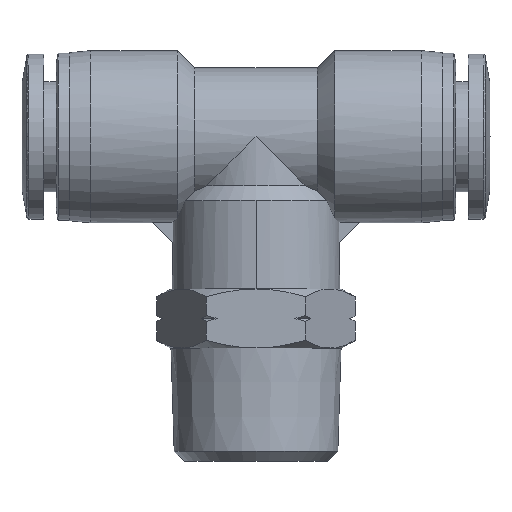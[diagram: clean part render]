
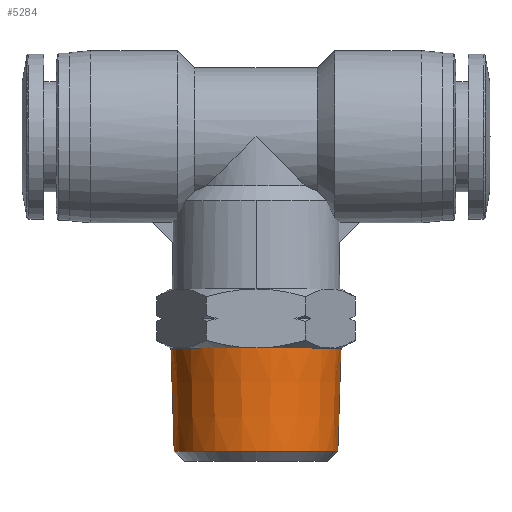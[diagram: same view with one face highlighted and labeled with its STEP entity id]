
A CAD part, top view. The second image highlights one B-rep face of the part: STEP entity #5284.
In plain terms, the highlighted conical face has half-angle 1.79 degrees and reference radius 8.65 mm.
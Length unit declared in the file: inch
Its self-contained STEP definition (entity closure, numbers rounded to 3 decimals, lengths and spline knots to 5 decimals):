
#51 = ORIENTED_EDGE ( 'NONE', *, *, #3010, .F. ) ;
#70 = CARTESIAN_POINT ( 'NONE',  ( -0.34055, -0.23622, 0. ) ) ;
#94 = AXIS2_PLACEMENT_3D ( 'NONE', #1713, #4912, #2155 ) ;
#343 = ORIENTED_EDGE ( 'NONE', *, *, #5733, .T. ) ;
#581 = CARTESIAN_POINT ( 'NONE',  ( 0.34055, -0.23622, 0. ) ) ;
#633 = CARTESIAN_POINT ( 'NONE',  ( 0.34055, -0.23622, 0. ) ) ;
#641 = CARTESIAN_POINT ( 'NONE',  ( 0., -0.23622, 0. ) ) ;
#774 = LINE ( 'NONE', #633, #1934 ) ;
#826 = VECTOR ( 'NONE', #5109, 39.37008 ) ;
#938 = VERTEX_POINT ( 'NONE', #2936 ) ;
#985 = FACE_OUTER_BOUND ( 'NONE', #993, .T. ) ;
#993 = EDGE_LOOP ( 'NONE', ( #3174, #343, #4234, #51 ) ) ;
#1055 = AXIS2_PLACEMENT_3D ( 'NONE', #2717, #1806, #2736 ) ;
#1088 = DIRECTION ( 'NONE',  ( -1., 0., 0. ) ) ;
#1713 = CARTESIAN_POINT ( 'NONE',  ( 0., -0.64963, 0. ) ) ;
#1806 = DIRECTION ( 'NONE',  ( 0., 1., 0. ) ) ;
#1934 = VECTOR ( 'NONE', #4238, 39.37008 ) ;
#2155 = DIRECTION ( 'NONE',  ( -1., 0., 0. ) ) ;
#2717 = CARTESIAN_POINT ( 'NONE',  ( 0., -0.23622, 0. ) ) ;
#2736 = DIRECTION ( 'NONE',  ( -1., 0., 0. ) ) ;
#2936 = CARTESIAN_POINT ( 'NONE',  ( 0.32763, -0.64963, 0. ) ) ;
#3010 = EDGE_CURVE ( 'NONE', #5449, #5302, #4292, .T. ) ;
#3174 = ORIENTED_EDGE ( 'NONE', *, *, #4027, .F. ) ;
#3282 = AXIS2_PLACEMENT_3D ( 'NONE', #641, #3791, #1088 ) ;
#3406 = CIRCLE ( 'NONE', #3282, 0.34055 ) ;
#3791 = DIRECTION ( 'NONE',  ( 0., -1., 0. ) ) ;
#4027 = EDGE_CURVE ( 'NONE', #938, #5449, #5775, .T. ) ;
#4234 = ORIENTED_EDGE ( 'NONE', *, *, #4700, .T. ) ;
#4238 = DIRECTION ( 'NONE',  ( 0.031, 1., 0. ) ) ;
#4292 = LINE ( 'NONE', #5124, #826 ) ;
#4700 = EDGE_CURVE ( 'NONE', #5400, #5302, #3406, .T. ) ;
#4912 = DIRECTION ( 'NONE',  ( 0., -1., 0. ) ) ;
#4977 = CONICAL_SURFACE ( 'NONE', #1055, 0.34055, 0.031 ) ;
#5109 = DIRECTION ( 'NONE',  ( -0.031, 1., 0. ) ) ;
#5124 = CARTESIAN_POINT ( 'NONE',  ( -0.34055, -0.23622, 0. ) ) ;
#5284 = ADVANCED_FACE ( 'NONE', ( #985 ), #4977, .T. ) ;
#5302 = VERTEX_POINT ( 'NONE', #70 ) ;
#5400 = VERTEX_POINT ( 'NONE', #581 ) ;
#5449 = VERTEX_POINT ( 'NONE', #5588 ) ;
#5588 = CARTESIAN_POINT ( 'NONE',  ( -0.32763, -0.64963, 0. ) ) ;
#5733 = EDGE_CURVE ( 'NONE', #938, #5400, #774, .T. ) ;
#5775 = CIRCLE ( 'NONE', #94, 0.32763 ) ;
